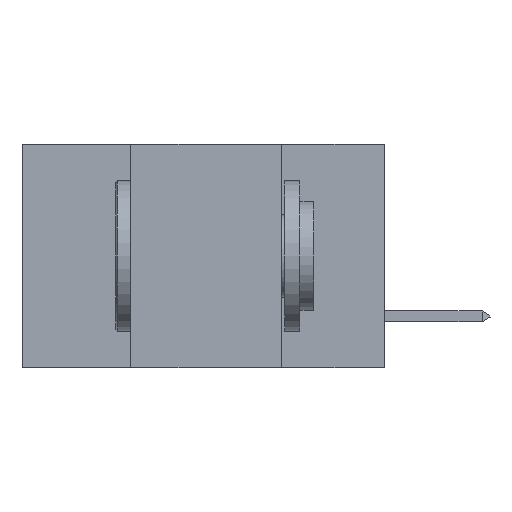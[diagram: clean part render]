
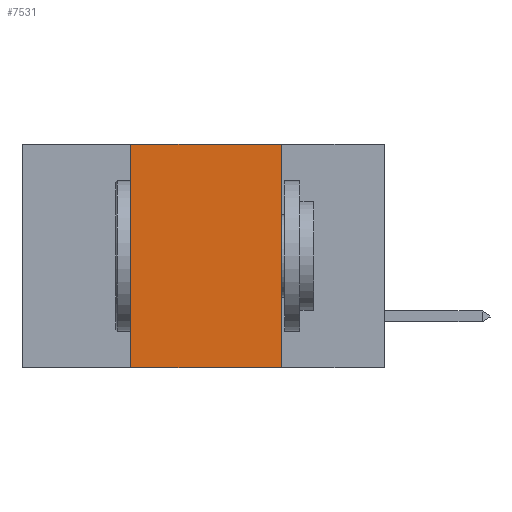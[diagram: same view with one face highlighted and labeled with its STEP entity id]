
A CAD part, left-side view. The second image highlights one B-rep face of the part: STEP entity #7531.
In plain terms, the highlighted planar face has unit normal (-1, 0, 0).
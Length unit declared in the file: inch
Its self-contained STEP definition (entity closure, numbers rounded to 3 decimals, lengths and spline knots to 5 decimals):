
#135 = LINE ( 'NONE', #9016, #13235 ) ;
#268 = VERTEX_POINT ( 'NONE', #13283 ) ;
#968 = FACE_OUTER_BOUND ( 'NONE', #13970, .T. ) ;
#1000 = LINE ( 'NONE', #2005, #7509 ) ;
#1549 = DIRECTION ( 'NONE',  ( 0., 0., -1. ) ) ;
#1913 = CARTESIAN_POINT ( 'NONE',  ( 0., 0.17, 0. ) ) ;
#2004 = CARTESIAN_POINT ( 'NONE',  ( 0., 0.42, -0.37 ) ) ;
#2005 = CARTESIAN_POINT ( 'NONE',  ( 0., 0.17, 0. ) ) ;
#2056 = LINE ( 'NONE', #15640, #2451 ) ;
#2225 = CARTESIAN_POINT ( 'NONE',  ( 0., 0.17, -0.37 ) ) ;
#2451 = VECTOR ( 'NONE', #4252, 39.37008 ) ;
#3028 = CARTESIAN_POINT ( 'NONE',  ( 0., 0.6, 0. ) ) ;
#4028 = PLANE ( 'NONE',  #14228 ) ;
#4252 = DIRECTION ( 'NONE',  ( 0., -1., 0. ) ) ;
#4353 = LINE ( 'NONE', #3028, #10298 ) ;
#5308 = DIRECTION ( 'NONE',  ( 0., 0., 1. ) ) ;
#5537 = DIRECTION ( 'NONE',  ( 1., 0., 0. ) ) ;
#5880 = EDGE_CURVE ( 'NONE', #268, #11163, #4353, .T. ) ;
#6333 = DIRECTION ( 'NONE',  ( 0., 0., -1. ) ) ;
#6823 = DIRECTION ( 'NONE',  ( 0., -1., 0. ) ) ;
#6939 = EDGE_CURVE ( 'NONE', #11163, #13198, #1000, .T. ) ;
#7269 = VERTEX_POINT ( 'NONE', #2004 ) ;
#7509 = VECTOR ( 'NONE', #6333, 39.37008 ) ;
#7531 = ADVANCED_FACE ( 'NONE', ( #968 ), #4028, .F. ) ;
#8543 = EDGE_CURVE ( 'NONE', #7269, #268, #135, .T. ) ;
#9016 = CARTESIAN_POINT ( 'NONE',  ( 0., 0.42, 0. ) ) ;
#9123 = CARTESIAN_POINT ( 'NONE',  ( 0., 0.6, 0. ) ) ;
#9594 = ORIENTED_EDGE ( 'NONE', *, *, #5880, .F. ) ;
#10298 = VECTOR ( 'NONE', #6823, 39.37008 ) ;
#10656 = EDGE_CURVE ( 'NONE', #7269, #13198, #2056, .T. ) ;
#10717 = ORIENTED_EDGE ( 'NONE', *, *, #8543, .F. ) ;
#11163 = VERTEX_POINT ( 'NONE', #1913 ) ;
#12763 = ORIENTED_EDGE ( 'NONE', *, *, #6939, .F. ) ;
#13198 = VERTEX_POINT ( 'NONE', #2225 ) ;
#13235 = VECTOR ( 'NONE', #5308, 39.37008 ) ;
#13283 = CARTESIAN_POINT ( 'NONE',  ( 0., 0.42, 0. ) ) ;
#13970 = EDGE_LOOP ( 'NONE', ( #12763, #9594, #10717, #16152 ) ) ;
#14228 = AXIS2_PLACEMENT_3D ( 'NONE', #9123, #5537, #1549 ) ;
#15640 = CARTESIAN_POINT ( 'NONE',  ( 0., 0.6, -0.37 ) ) ;
#16152 = ORIENTED_EDGE ( 'NONE', *, *, #10656, .T. ) ;
